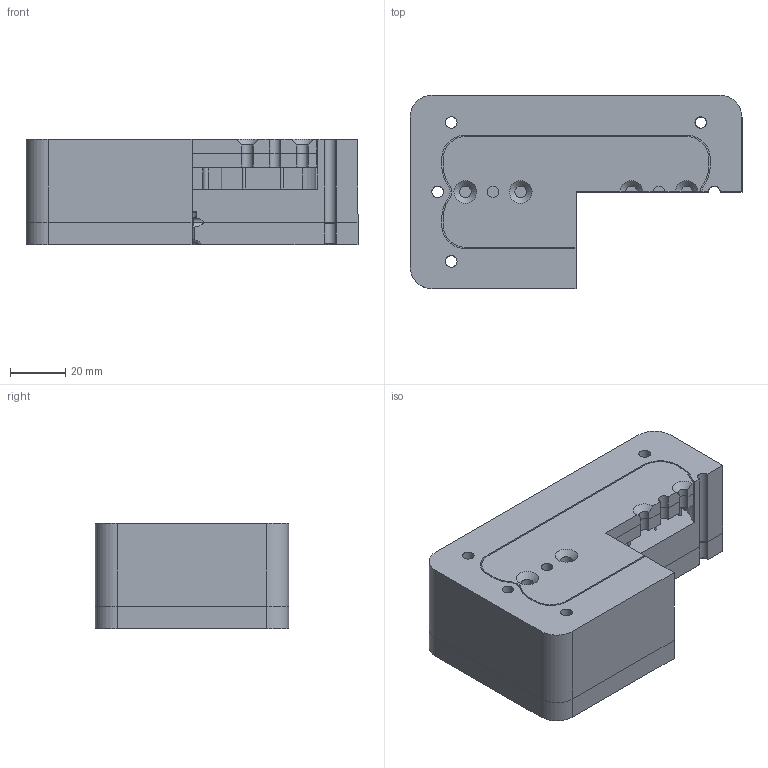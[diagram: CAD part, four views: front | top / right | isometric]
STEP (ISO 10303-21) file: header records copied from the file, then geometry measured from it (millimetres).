
FILE_DESCRIPTION(('STEP AP203'), '1');
FILE_NAME('assembly', '', ('UNSPECIFIED'), ('UNSPECIFIED'), 'ASCON STEP Converter 1.3', 'ASCON Math Kernel', '');
FILE_SCHEMA(('CONFIG_CONTROL_DESIGN'));
Length unit declared in the file: millimetre
Assembly tree (53 placements, depth 3):
  (unnamed)
    (unnamed)
      (unnamed)
      (unnamed)
      (unnamed)
      (unnamed)
    (unnamed)
      (unnamed)
      (unnamed)
      (unnamed)
      (unnamed)
    (unnamed)
    (unnamed)
    (unnamed)  x3
    (unnamed)
    (unnamed)  x18
    (unnamed)
    (unnamed)
    (unnamed)  x6
    (unnamed)
    (unnamed)
    (unnamed)
    (unnamed)
    (unnamed)
    (unnamed)
    (unnamed)
    (unnamed)  x3
    (unnamed)
Bounding box: 120 x 70 x 38 mm (x, y, z)
Volume: 209349.7 mm3; surface area: 72414.5 mm2
Topology: 35 solids, 35 shells, 1003 faces, 2500 edges, 1621 vertices
Faces by surface type: bspline 441, cylinder 202, cone 177, plane 165, torus 11, sphere 7
Full cylindrical faces by diameter (mm): 1 x75, 2 x9, 4 x19, 4.2 x11, 6 x36, 8 x7
Entity records: 30504 total; most frequent: CARTESIAN_POINT 7091, ORIENTED_EDGE 3374, DIRECTION 2949, EDGE_CURVE 1687, VERTEX_POINT 1189, LINE 1027, VECTOR 1027, EDGE_LOOP 970
